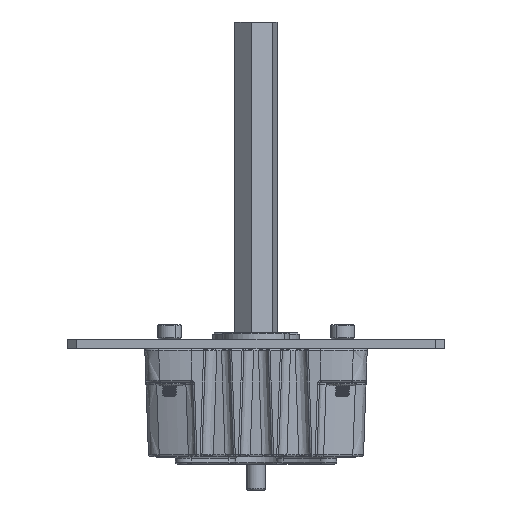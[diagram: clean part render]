
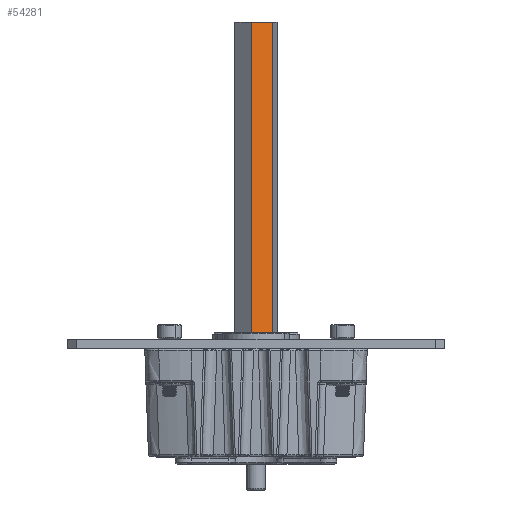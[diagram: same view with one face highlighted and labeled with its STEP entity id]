
A CAD part, left-side view. The second image highlights one B-rep face of the part: STEP entity #54281.
In plain terms, the highlighted face is planar.
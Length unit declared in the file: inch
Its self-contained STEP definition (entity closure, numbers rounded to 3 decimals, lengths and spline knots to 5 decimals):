
#361 = LINE ( 'NONE', #66735, #24373 ) ;
#1293 = ORIENTED_EDGE ( 'NONE', *, *, #58144, .F. ) ;
#3260 = VERTEX_POINT ( 'NONE', #20100 ) ;
#17053 = DIRECTION ( 'NONE',  ( 0., 0., -1. ) ) ;
#19185 = DIRECTION ( 'NONE',  ( 0., 0., 1. ) ) ;
#20100 = CARTESIAN_POINT ( 'NONE',  ( 5.5995, -0.25, 0.14434 ) ) ;
#20357 = AXIS2_PLACEMENT_3D ( 'NONE', #70347, #69979, #19185 ) ;
#23461 = EDGE_CURVE ( 'NONE', #65566, #59139, #361, .T. ) ;
#24373 = VECTOR ( 'NONE', #17053, 39.37008 ) ;
#25565 = DIRECTION ( 'NONE',  ( 0., 0., -1. ) ) ;
#25936 = CARTESIAN_POINT ( 'NONE',  ( 5.5995, -0.25, 0.14434 ) ) ;
#26181 = VECTOR ( 'NONE', #25565, 39.37008 ) ;
#26593 = PLANE ( 'NONE',  #20357 ) ;
#29987 = LINE ( 'NONE', #52614, #71121 ) ;
#30093 = VECTOR ( 'NONE', #60333, 39.37008 ) ;
#30355 = ORIENTED_EDGE ( 'NONE', *, *, #52746, .F. ) ;
#31594 = ORIENTED_EDGE ( 'NONE', *, *, #72122, .T. ) ;
#31868 = LINE ( 'NONE', #25936, #26181 ) ;
#38479 = CARTESIAN_POINT ( 'NONE',  ( 5.5995, -0.25, -0.14434 ) ) ;
#44392 = LINE ( 'NONE', #38479, #30093 ) ;
#46596 = VERTEX_POINT ( 'NONE', #71009 ) ;
#52614 = CARTESIAN_POINT ( 'NONE',  ( 5.5995, -0.25, 0.14434 ) ) ;
#52746 = EDGE_CURVE ( 'NONE', #3260, #46596, #31868, .T. ) ;
#54281 = ADVANCED_FACE ( 'NONE', ( #54774 ), #26593, .F. ) ;
#54774 = FACE_OUTER_BOUND ( 'NONE', #68390, .T. ) ;
#58144 = EDGE_CURVE ( 'NONE', #46596, #59139, #44392, .T. ) ;
#59139 = VERTEX_POINT ( 'NONE', #65786 ) ;
#60333 = DIRECTION ( 'NONE',  ( -1., 0., 0. ) ) ;
#65566 = VERTEX_POINT ( 'NONE', #73030 ) ;
#65786 = CARTESIAN_POINT ( 'NONE',  ( 0.805, -0.25, -0.14434 ) ) ;
#66214 = ORIENTED_EDGE ( 'NONE', *, *, #23461, .T. ) ;
#66735 = CARTESIAN_POINT ( 'NONE',  ( 0.805, -0.25, 0.14434 ) ) ;
#68390 = EDGE_LOOP ( 'NONE', ( #66214, #1293, #30355, #31594 ) ) ;
#69649 = DIRECTION ( 'NONE',  ( -1., 0., 0. ) ) ;
#69979 = DIRECTION ( 'NONE',  ( 0., 1., 0. ) ) ;
#70347 = CARTESIAN_POINT ( 'NONE',  ( 5.5995, -0.25, 0.14434 ) ) ;
#71009 = CARTESIAN_POINT ( 'NONE',  ( 5.5995, -0.25, -0.14434 ) ) ;
#71121 = VECTOR ( 'NONE', #69649, 39.37008 ) ;
#72122 = EDGE_CURVE ( 'NONE', #3260, #65566, #29987, .T. ) ;
#73030 = CARTESIAN_POINT ( 'NONE',  ( 0.805, -0.25, 0.14434 ) ) ;
